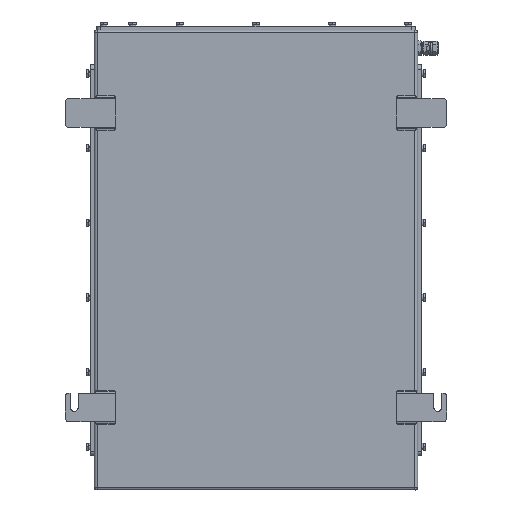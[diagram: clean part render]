
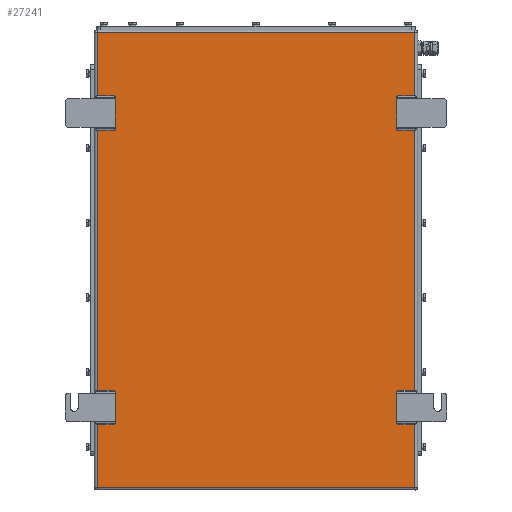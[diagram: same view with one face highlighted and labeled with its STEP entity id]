
A CAD part, front view. The second image highlights one B-rep face of the part: STEP entity #27241.
In plain terms, the highlighted planar face has unit normal (0, -1, 0).
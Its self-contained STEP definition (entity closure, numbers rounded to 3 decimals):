
#152=FACE_BOUND('',#4368,.T.);
#153=FACE_BOUND('',#4369,.T.);
#154=FACE_BOUND('',#4370,.T.);
#155=FACE_BOUND('',#4371,.T.);
#156=FACE_BOUND('',#4372,.T.);
#157=FACE_BOUND('',#4373,.T.);
#158=FACE_BOUND('',#4374,.T.);
#159=FACE_BOUND('',#4375,.T.);
#1262=PLANE('',#29548);
#2699=FACE_OUTER_BOUND('',#4367,.T.);
#4367=EDGE_LOOP('',(#20433,#20434,#20435,#20436));
#4368=EDGE_LOOP('',(#20437,#20438));
#4369=EDGE_LOOP('',(#20439,#20440));
#4370=EDGE_LOOP('',(#20441,#20442));
#4371=EDGE_LOOP('',(#20443,#20444));
#4372=EDGE_LOOP('',(#20445,#20446));
#4373=EDGE_LOOP('',(#20447,#20448));
#4374=EDGE_LOOP('',(#20449,#20450));
#4375=EDGE_LOOP('',(#20451,#20452));
#6776=LINE('',#39946,#8637);
#6786=LINE('',#40450,#8647);
#7662=LINE('',#44655,#9523);
#7663=LINE('',#44657,#9524);
#7664=LINE('',#44660,#9525);
#7665=LINE('',#44663,#9526);
#7666=LINE('',#44666,#9527);
#7667=LINE('',#44669,#9528);
#7668=LINE('',#44672,#9529);
#7669=LINE('',#44675,#9530);
#7670=LINE('',#44678,#9531);
#7671=LINE('',#44681,#9532);
#8637=VECTOR('',#31690,10.);
#8647=VECTOR('',#31742,10.);
#9523=VECTOR('',#34774,10.);
#9524=VECTOR('',#34777,10.);
#9525=VECTOR('',#34778,10.);
#9526=VECTOR('',#34779,10.);
#9527=VECTOR('',#34780,10.);
#9528=VECTOR('',#34781,10.);
#9529=VECTOR('',#34782,10.);
#9530=VECTOR('',#34783,10.);
#9531=VECTOR('',#34784,10.);
#9532=VECTOR('',#34785,10.);
#10750=VERTEX_POINT('',#39936);
#10752=VERTEX_POINT('',#39942);
#10768=VERTEX_POINT('',#40436);
#10772=VERTEX_POINT('',#40446);
#11770=VERTEX_POINT('',#44658);
#11771=VERTEX_POINT('',#44659);
#11772=VERTEX_POINT('',#44661);
#11773=VERTEX_POINT('',#44662);
#11774=VERTEX_POINT('',#44664);
#11775=VERTEX_POINT('',#44665);
#11776=VERTEX_POINT('',#44667);
#11777=VERTEX_POINT('',#44668);
#11778=VERTEX_POINT('',#44670);
#11779=VERTEX_POINT('',#44671);
#11780=VERTEX_POINT('',#44673);
#11781=VERTEX_POINT('',#44674);
#11782=VERTEX_POINT('',#44676);
#11783=VERTEX_POINT('',#44677);
#11784=VERTEX_POINT('',#44679);
#11785=VERTEX_POINT('',#44680);
#13240=EDGE_CURVE('',#10750,#10752,#6776,.T.);
#13277=EDGE_CURVE('',#10768,#10772,#6786,.T.);
#14903=EDGE_CURVE('',#10750,#10772,#7662,.T.);
#14904=EDGE_CURVE('',#10768,#10752,#7663,.T.);
#14905=EDGE_CURVE('',#11770,#11771,#7664,.T.);
#14906=EDGE_CURVE('',#11772,#11773,#7665,.T.);
#14907=EDGE_CURVE('',#11774,#11775,#7666,.T.);
#14908=EDGE_CURVE('',#11776,#11777,#7667,.T.);
#14909=EDGE_CURVE('',#11778,#11779,#7668,.T.);
#14910=EDGE_CURVE('',#11780,#11781,#7669,.T.);
#14911=EDGE_CURVE('',#11782,#11783,#7670,.T.);
#14912=EDGE_CURVE('',#11784,#11785,#7671,.T.);
#20433=ORIENTED_EDGE('',*,*,#14904,.T.);
#20434=ORIENTED_EDGE('',*,*,#13240,.F.);
#20435=ORIENTED_EDGE('',*,*,#14903,.T.);
#20436=ORIENTED_EDGE('',*,*,#13277,.F.);
#20437=ORIENTED_EDGE('',*,*,#14905,.T.);
#20438=ORIENTED_EDGE('',*,*,#14905,.F.);
#20439=ORIENTED_EDGE('',*,*,#14906,.T.);
#20440=ORIENTED_EDGE('',*,*,#14906,.F.);
#20441=ORIENTED_EDGE('',*,*,#14907,.T.);
#20442=ORIENTED_EDGE('',*,*,#14907,.F.);
#20443=ORIENTED_EDGE('',*,*,#14908,.T.);
#20444=ORIENTED_EDGE('',*,*,#14908,.F.);
#20445=ORIENTED_EDGE('',*,*,#14909,.T.);
#20446=ORIENTED_EDGE('',*,*,#14909,.F.);
#20447=ORIENTED_EDGE('',*,*,#14910,.T.);
#20448=ORIENTED_EDGE('',*,*,#14910,.F.);
#20449=ORIENTED_EDGE('',*,*,#14911,.T.);
#20450=ORIENTED_EDGE('',*,*,#14911,.F.);
#20451=ORIENTED_EDGE('',*,*,#14912,.T.);
#20452=ORIENTED_EDGE('',*,*,#14912,.F.);
#27241=ADVANCED_FACE('',(#2699,#152,#153,#154,#155,#156,#157,#158,#159),
#1262,.F.);
#29548=AXIS2_PLACEMENT_3D('',#44656,#34775,#34776);
#31690=DIRECTION('',(-1.,0.,0.));
#31742=DIRECTION('',(1.,0.,0.));
#34774=DIRECTION('',(0.,0.,1.));
#34775=DIRECTION('center_axis',(0.,1.,0.));
#34776=DIRECTION('ref_axis',(-1.,0.,0.));
#34777=DIRECTION('',(0.,0.,-1.));
#34778=DIRECTION('',(-1.,0.,0.));
#34779=DIRECTION('',(1.,0.,0.));
#34780=DIRECTION('',(1.,0.,0.));
#34781=DIRECTION('',(-1.,0.,0.));
#34782=DIRECTION('',(1.,0.,0.));
#34783=DIRECTION('',(-1.,0.,0.));
#34784=DIRECTION('',(-1.,0.,0.));
#34785=DIRECTION('',(1.,0.,0.));
#39936=CARTESIAN_POINT('',(221.,0.,-316.4));
#39942=CARTESIAN_POINT('',(-221.,0.,-316.4));
#39946=CARTESIAN_POINT('',(-110.5,0.,-316.4));
#40436=CARTESIAN_POINT('',(-221.,0.,316.4));
#40446=CARTESIAN_POINT('',(221.,0.,316.4));
#40450=CARTESIAN_POINT('',(-110.5,0.,316.4));
#44655=CARTESIAN_POINT('',(221.,0.,-158.));
#44656=CARTESIAN_POINT('Origin',(0.,0.,
0.));
#44657=CARTESIAN_POINT('',(-221.,0.,158.));
#44658=CARTESIAN_POINT('',(220.7,0.,-229.));
#44659=CARTESIAN_POINT('',(198.7,0.,-229.));
#44660=CARTESIAN_POINT('',(97.85,0.,-229.));
#44661=CARTESIAN_POINT('',(198.7,0.,-181.));
#44662=CARTESIAN_POINT('',(220.7,0.,-181.));
#44663=CARTESIAN_POINT('',(97.85,0.,-181.));
#44664=CARTESIAN_POINT('',(-220.7,0.,-181.));
#44665=CARTESIAN_POINT('',(-198.7,0.,-181.));
#44666=CARTESIAN_POINT('',(-111.85,0.,-181.));
#44667=CARTESIAN_POINT('',(-198.7,0.,-229.));
#44668=CARTESIAN_POINT('',(-220.7,0.,-229.));
#44669=CARTESIAN_POINT('',(-111.85,0.,-229.));
#44670=CARTESIAN_POINT('',(198.7,0.,229.));
#44671=CARTESIAN_POINT('',(220.7,0.,229.));
#44672=CARTESIAN_POINT('',(97.85,0.,229.));
#44673=CARTESIAN_POINT('',(220.7,0.,181.));
#44674=CARTESIAN_POINT('',(198.7,0.,181.));
#44675=CARTESIAN_POINT('',(97.85,0.,181.));
#44676=CARTESIAN_POINT('',(-198.7,0.,181.));
#44677=CARTESIAN_POINT('',(-220.7,0.,181.));
#44678=CARTESIAN_POINT('',(-97.85,0.,181.));
#44679=CARTESIAN_POINT('',(-220.7,0.,229.));
#44680=CARTESIAN_POINT('',(-198.7,0.,229.));
#44681=CARTESIAN_POINT('',(-97.85,0.,229.));
